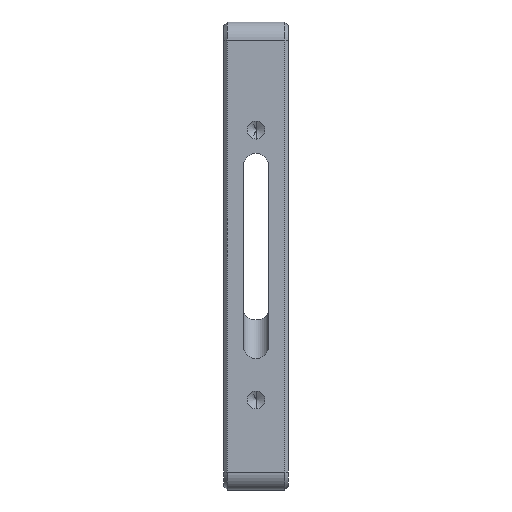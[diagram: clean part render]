
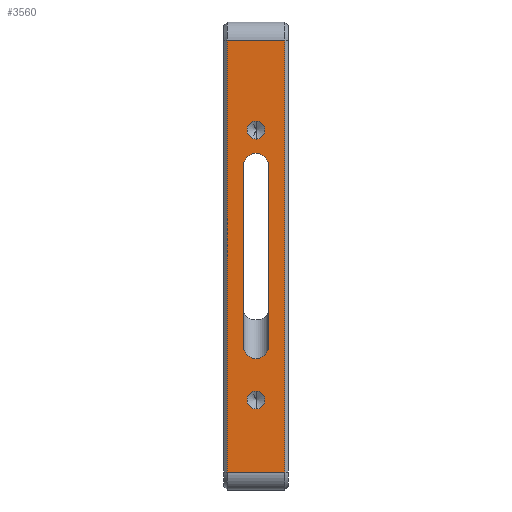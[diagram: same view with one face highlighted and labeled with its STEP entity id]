
A CAD part, front view. The second image highlights one B-rep face of the part: STEP entity #3560.
In plain terms, the highlighted planar face has unit normal (0, -1, 0).
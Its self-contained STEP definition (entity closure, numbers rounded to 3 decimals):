
#11 = VECTOR ( 'NONE', #2183, 1000. ) ;
#64 = VERTEX_POINT ( 'NONE', #2301 ) ;
#66 = CIRCLE ( 'NONE', #969, 2.5 ) ;
#69 = DIRECTION ( 'NONE',  ( 0., 1., 0. ) ) ;
#84 = ORIENTED_EDGE ( 'NONE', *, *, #3376, .T. ) ;
#92 = CARTESIAN_POINT ( 'NONE',  ( -3.5, 0., -40. ) ) ;
#103 = LINE ( 'NONE', #1894, #11 ) ;
#157 = VECTOR ( 'NONE', #2106, 1000. ) ;
#163 = ORIENTED_EDGE ( 'NONE', *, *, #1521, .T. ) ;
#174 = AXIS2_PLACEMENT_3D ( 'NONE', #718, #2697, #994 ) ;
#180 = VERTEX_POINT ( 'NONE', #1089 ) ;
#213 = AXIS2_PLACEMENT_3D ( 'NONE', #1568, #3554, #1853 ) ;
#253 = DIRECTION ( 'NONE',  ( 0., -1., 0. ) ) ;
#378 = VERTEX_POINT ( 'NONE', #3413 ) ;
#390 = AXIS2_PLACEMENT_3D ( 'NONE', #3441, #69, #2015 ) ;
#449 = DIRECTION ( 'NONE',  ( 0., -1., 0. ) ) ;
#460 = CIRCLE ( 'NONE', #1012, 3.5 ) ;
#515 = EDGE_CURVE ( 'NONE', #2692, #3185, #3588, .T. ) ;
#657 = VERTEX_POINT ( 'NONE', #3208 ) ;
#681 = EDGE_CURVE ( 'NONE', #1270, #3158, #2965, .T. ) ;
#703 = VECTOR ( 'NONE', #2056, 1000. ) ;
#718 = CARTESIAN_POINT ( 'NONE',  ( 0., 0., -90. ) ) ;
#721 = ORIENTED_EDGE ( 'NONE', *, *, #1972, .F. ) ;
#732 = CARTESIAN_POINT ( 'NONE',  ( 8., 0., -5. ) ) ;
#735 = CARTESIAN_POINT ( 'NONE',  ( 0., 0., -90. ) ) ;
#742 = VERTEX_POINT ( 'NONE', #986 ) ;
#835 = CIRCLE ( 'NONE', #213, 2.5 ) ;
#844 = ORIENTED_EDGE ( 'NONE', *, *, #1529, .F. ) ;
#880 = EDGE_LOOP ( 'NONE', ( #84, #3311, #163, #1426 ) ) ;
#897 = LINE ( 'NONE', #2674, #157 ) ;
#940 = CARTESIAN_POINT ( 'NONE',  ( -8., 0., 0. ) ) ;
#951 = ORIENTED_EDGE ( 'NONE', *, *, #2530, .F. ) ;
#969 = AXIS2_PLACEMENT_3D ( 'NONE', #2131, #449, #2420 ) ;
#979 = FACE_BOUND ( 'NONE', #1886, .T. ) ;
#986 = CARTESIAN_POINT ( 'NONE',  ( 0., 0., -93.5 ) ) ;
#994 = DIRECTION ( 'NONE',  ( 0., 0., -1. ) ) ;
#1003 = ORIENTED_EDGE ( 'NONE', *, *, #515, .F. ) ;
#1012 = AXIS2_PLACEMENT_3D ( 'NONE', #1918, #253, #2202 ) ;
#1026 = DIRECTION ( 'NONE',  ( 0., 0., -1. ) ) ;
#1063 = CIRCLE ( 'NONE', #1635, 2.5 ) ;
#1075 = VERTEX_POINT ( 'NONE', #732 ) ;
#1086 = CARTESIAN_POINT ( 'NONE',  ( 9., 0., -125. ) ) ;
#1089 = CARTESIAN_POINT ( 'NONE',  ( 3.5, 0., -40. ) ) ;
#1138 = DIRECTION ( 'NONE',  ( 0., -1., 0. ) ) ;
#1157 = CARTESIAN_POINT ( 'NONE',  ( 8., 0., -125. ) ) ;
#1211 = VERTEX_POINT ( 'NONE', #3341 ) ;
#1270 = VERTEX_POINT ( 'NONE', #2793 ) ;
#1277 = AXIS2_PLACEMENT_3D ( 'NONE', #3088, #1395, #3373 ) ;
#1319 = CIRCLE ( 'NONE', #1277, 2.5 ) ;
#1395 = DIRECTION ( 'NONE',  ( 0., -1., 0. ) ) ;
#1426 = ORIENTED_EDGE ( 'NONE', *, *, #681, .T. ) ;
#1429 = VECTOR ( 'NONE', #1983, 1000. ) ;
#1456 = PLANE ( 'NONE',  #390 ) ;
#1521 = EDGE_CURVE ( 'NONE', #1075, #1270, #897, .T. ) ;
#1529 = EDGE_CURVE ( 'NONE', #742, #657, #2398, .T. ) ;
#1532 = AXIS2_PLACEMENT_3D ( 'NONE', #735, #2718, #1026 ) ;
#1537 = CIRCLE ( 'NONE', #1532, 3.5 ) ;
#1568 = CARTESIAN_POINT ( 'NONE',  ( 0., 0., -105. ) ) ;
#1581 = ORIENTED_EDGE ( 'NONE', *, *, #1708, .F. ) ;
#1607 = EDGE_LOOP ( 'NONE', ( #3145, #721 ) ) ;
#1608 = CARTESIAN_POINT ( 'NONE',  ( 3.5, 0., -40. ) ) ;
#1635 = AXIS2_PLACEMENT_3D ( 'NONE', #2827, #1138, #3617 ) ;
#1708 = EDGE_CURVE ( 'NONE', #2670, #64, #66, .T. ) ;
#1726 = EDGE_CURVE ( 'NONE', #3185, #742, #1537, .T. ) ;
#1853 = DIRECTION ( 'NONE',  ( 0., 0., -1. ) ) ;
#1886 = EDGE_LOOP ( 'NONE', ( #1581, #3422 ) ) ;
#1894 = CARTESIAN_POINT ( 'NONE',  ( 8., 0., -5. ) ) ;
#1918 = CARTESIAN_POINT ( 'NONE',  ( 0., 0., -40. ) ) ;
#1937 = CARTESIAN_POINT ( 'NONE',  ( -3.5, 0., -40. ) ) ;
#1972 = EDGE_CURVE ( 'NONE', #378, #1211, #1319, .T. ) ;
#1983 = DIRECTION ( 'NONE',  ( 0., 0., -1. ) ) ;
#2015 = DIRECTION ( 'NONE',  ( 0., 0., 1. ) ) ;
#2056 = DIRECTION ( 'NONE',  ( 0., 0., -1. ) ) ;
#2106 = DIRECTION ( 'NONE',  ( -1., 0., 0. ) ) ;
#2131 = CARTESIAN_POINT ( 'NONE',  ( 0., 0., -105. ) ) ;
#2167 = DIRECTION ( 'NONE',  ( 0., 0., 1. ) ) ;
#2183 = DIRECTION ( 'NONE',  ( 0., 0., 1. ) ) ;
#2202 = DIRECTION ( 'NONE',  ( 0., 0., -1. ) ) ;
#2240 = LINE ( 'NONE', #1608, #2418 ) ;
#2301 = CARTESIAN_POINT ( 'NONE',  ( 0., 0., -102.5 ) ) ;
#2352 = EDGE_CURVE ( 'NONE', #64, #2670, #835, .T. ) ;
#2398 = CIRCLE ( 'NONE', #174, 3.5 ) ;
#2418 = VECTOR ( 'NONE', #2167, 1000. ) ;
#2420 = DIRECTION ( 'NONE',  ( 0., 0., -1. ) ) ;
#2446 = LINE ( 'NONE', #1086, #3205 ) ;
#2460 = ORIENTED_EDGE ( 'NONE', *, *, #1726, .F. ) ;
#2492 = FACE_OUTER_BOUND ( 'NONE', #880, .T. ) ;
#2512 = ORIENTED_EDGE ( 'NONE', *, *, #3357, .F. ) ;
#2530 = EDGE_CURVE ( 'NONE', #657, #180, #2240, .T. ) ;
#2551 = EDGE_CURVE ( 'NONE', #2877, #1075, #103, .T. ) ;
#2584 = FACE_BOUND ( 'NONE', #1607, .T. ) ;
#2670 = VERTEX_POINT ( 'NONE', #3337 ) ;
#2674 = CARTESIAN_POINT ( 'NONE',  ( 9., 0., -5. ) ) ;
#2692 = VERTEX_POINT ( 'NONE', #1937 ) ;
#2697 = DIRECTION ( 'NONE',  ( 0., -1., 0. ) ) ;
#2718 = DIRECTION ( 'NONE',  ( 0., -1., 0. ) ) ;
#2738 = EDGE_CURVE ( 'NONE', #1211, #378, #1063, .T. ) ;
#2793 = CARTESIAN_POINT ( 'NONE',  ( -8., 0., -5. ) ) ;
#2827 = CARTESIAN_POINT ( 'NONE',  ( 0., 0., -30. ) ) ;
#2877 = VERTEX_POINT ( 'NONE', #1157 ) ;
#2965 = LINE ( 'NONE', #940, #703 ) ;
#3031 = EDGE_LOOP ( 'NONE', ( #2460, #1003, #2512, #951, #844 ) ) ;
#3073 = DIRECTION ( 'NONE',  ( 1., 0., 0. ) ) ;
#3088 = CARTESIAN_POINT ( 'NONE',  ( 0., 0., -30. ) ) ;
#3145 = ORIENTED_EDGE ( 'NONE', *, *, #2738, .F. ) ;
#3158 = VERTEX_POINT ( 'NONE', #3188 ) ;
#3161 = FACE_BOUND ( 'NONE', #3031, .T. ) ;
#3185 = VERTEX_POINT ( 'NONE', #3202 ) ;
#3188 = CARTESIAN_POINT ( 'NONE',  ( -8., 0., -125. ) ) ;
#3202 = CARTESIAN_POINT ( 'NONE',  ( -3.5, 0., -90. ) ) ;
#3205 = VECTOR ( 'NONE', #3073, 1000. ) ;
#3208 = CARTESIAN_POINT ( 'NONE',  ( 3.5, 0., -90. ) ) ;
#3311 = ORIENTED_EDGE ( 'NONE', *, *, #2551, .T. ) ;
#3337 = CARTESIAN_POINT ( 'NONE',  ( 0., 0., -107.5 ) ) ;
#3341 = CARTESIAN_POINT ( 'NONE',  ( 0., 0., -32.5 ) ) ;
#3357 = EDGE_CURVE ( 'NONE', #180, #2692, #460, .T. ) ;
#3373 = DIRECTION ( 'NONE',  ( 0., 0., -1. ) ) ;
#3376 = EDGE_CURVE ( 'NONE', #3158, #2877, #2446, .T. ) ;
#3413 = CARTESIAN_POINT ( 'NONE',  ( 0., 0., -27.5 ) ) ;
#3422 = ORIENTED_EDGE ( 'NONE', *, *, #2352, .F. ) ;
#3441 = CARTESIAN_POINT ( 'NONE',  ( 9., 0., 0. ) ) ;
#3554 = DIRECTION ( 'NONE',  ( 0., -1., 0. ) ) ;
#3560 = ADVANCED_FACE ( 'NONE', ( #2584, #3161, #979, #2492 ), #1456, .F. ) ;
#3588 = LINE ( 'NONE', #92, #1429 ) ;
#3617 = DIRECTION ( 'NONE',  ( 0., 0., -1. ) ) ;
